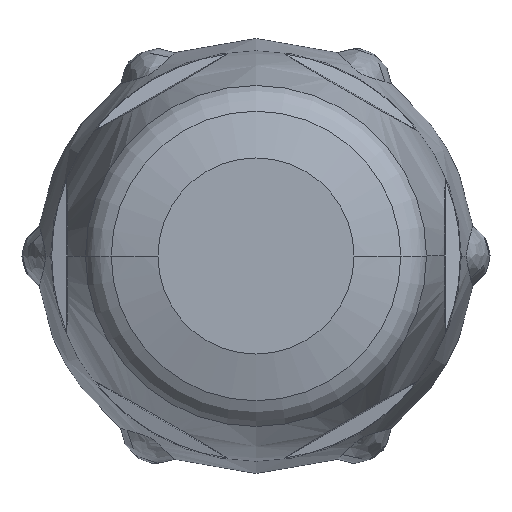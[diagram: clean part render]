
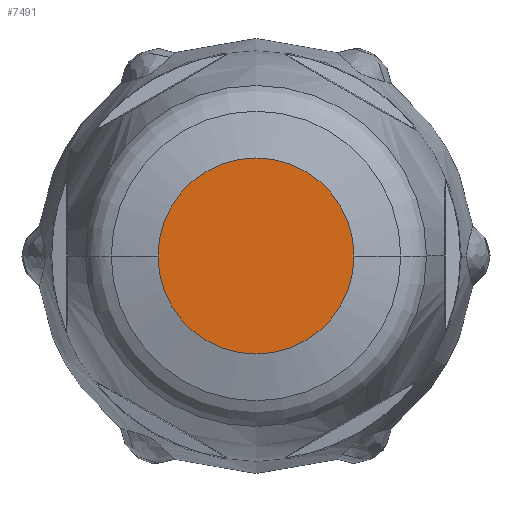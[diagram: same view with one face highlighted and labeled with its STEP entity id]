
A CAD part, front view. The second image highlights one B-rep face of the part: STEP entity #7491.
In plain terms, the highlighted planar face has unit normal (0, -1, 0).
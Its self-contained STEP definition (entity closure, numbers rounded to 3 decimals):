
#2788=CARTESIAN_POINT('',(0.,-56.328,0.));
#2789=DIRECTION('',(0.,-1.,0.));
#2790=DIRECTION('',(-1.,0.,0.));
#2791=AXIS2_PLACEMENT_3D('',#2788,#2789,#2790);
#2793=CARTESIAN_POINT('',(0.,-56.328,0.));
#2794=DIRECTION('',(0.,1.,0.));
#2795=DIRECTION('',(-1.,0.,0.));
#2796=AXIS2_PLACEMENT_3D('',#2793,#2794,#2795);
#4508=CARTESIAN_POINT('',(-6.211,-56.328,0.));
#4509=VERTEX_POINT('',#4508);
#4514=CARTESIAN_POINT('',(6.211,-56.328,0.));
#4515=VERTEX_POINT('',#4514);
#7482=CARTESIAN_POINT('',(0.,-56.328,0.));
#7483=DIRECTION('',(0.,1.,0.));
#7484=DIRECTION('',(1.,0.,0.));
#7485=AXIS2_PLACEMENT_3D('',#7482,#7483,#7484);
#7486=PLANE('',#7485);
#7487=ORIENTED_EDGE('',*,*,#7461,.F.);
#7488=ORIENTED_EDGE('',*,*,#7477,.T.);
#7489=EDGE_LOOP('',(#7487,#7488));
#7490=FACE_OUTER_BOUND('',#7489,.F.);
#7491=ADVANCED_FACE('',(#7490),#7486,.F.);
#2792=CIRCLE('',#2791,6.211);
#2797=CIRCLE('',#2796,6.211);
#7461=EDGE_CURVE('',#4509,#4515,#2792,.T.);
#7477=EDGE_CURVE('',#4509,#4515,#2797,.T.);
